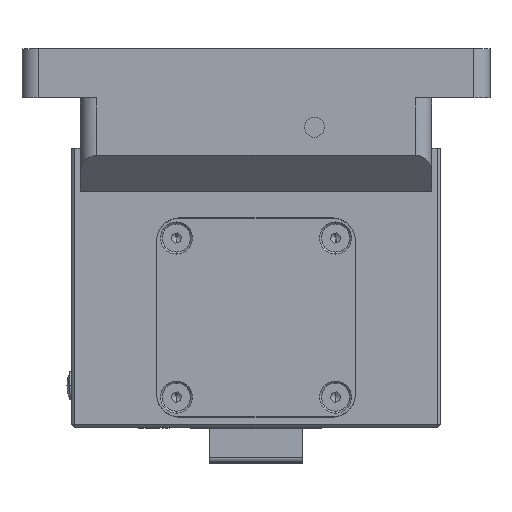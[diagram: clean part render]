
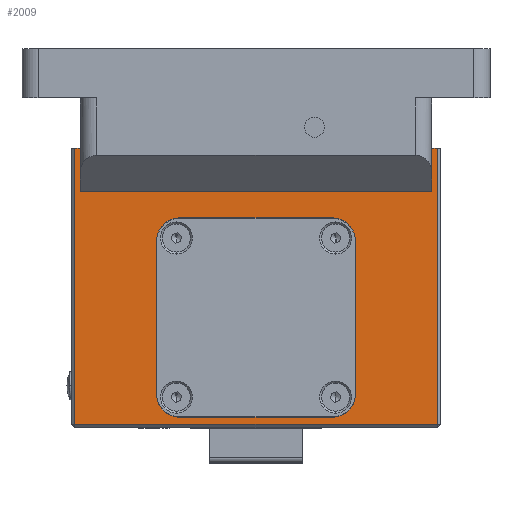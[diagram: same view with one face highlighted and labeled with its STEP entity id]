
A CAD part, front view. The second image highlights one B-rep face of the part: STEP entity #2009.
In plain terms, the highlighted planar face has unit normal (0, -1, 0).
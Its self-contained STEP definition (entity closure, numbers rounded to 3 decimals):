
#1600 = EDGE_CURVE ( 'NONE', #1601, #1602, #5974, .T. ) ;
#1601 = VERTEX_POINT ( 'NONE', #5970 ) ;
#1602 = VERTEX_POINT ( 'NONE', #5969 ) ;
#1643 = EDGE_CURVE ( 'NONE', #1644, #1645, #6026, .T. ) ;
#1644 = VERTEX_POINT ( 'NONE', #6022 ) ;
#1645 = VERTEX_POINT ( 'NONE', #6021 ) ;
#1690 = EDGE_CURVE ( 'NONE', #1645, #1601, #6129, .T. ) ;
#2009 = ADVANCED_FACE ( 'NONE', ( #6613, #6612 ), #6606, .F. ) ;
#2010 = EDGE_LOOP ( 'NONE', ( #2011, #2015, #2074, #2077, #2080, #2083, #2086, #2061 ) ) ;
#2011 = ORIENTED_EDGE ( 'NONE', *, *, #2012, .F. ) ;
#2012 = EDGE_CURVE ( 'NONE', #2013, #2014, #6655, .T. ) ;
#2013 = VERTEX_POINT ( 'NONE', #6651 ) ;
#2014 = VERTEX_POINT ( 'NONE', #6650 ) ;
#2015 = ORIENTED_EDGE ( 'NONE', *, *, #2016, .F. ) ;
#2016 = EDGE_CURVE ( 'NONE', #2073, #2013, #6649, .T. ) ;
#2026 = EDGE_CURVE ( 'NONE', #2027, #1644, #6694, .T. ) ;
#2027 = VERTEX_POINT ( 'NONE', #6690 ) ;
#2040 = VERTEX_POINT ( 'NONE', #6675 ) ;
#2042 = EDGE_CURVE ( 'NONE', #1602, #2040, #6674, .T. ) ;
#2049 = EDGE_CURVE ( 'NONE', #2040, #2066, #6663, .T. ) ;
#2060 = VERTEX_POINT ( 'NONE', #6708 ) ;
#2061 = ORIENTED_EDGE ( 'NONE', *, *, #2062, .F. ) ;
#2062 = EDGE_CURVE ( 'NONE', #2014, #2060, #6707, .T. ) ;
#2063 = EDGE_LOOP ( 'NONE', ( #2064, #2068, #2070, #2071, #2072, #2137, #2138, #2139 ) ) ;
#2064 = ORIENTED_EDGE ( 'NONE', *, *, #2065, .T. ) ;
#2065 = EDGE_CURVE ( 'NONE', #2066, #2067, #6702, .T. ) ;
#2066 = VERTEX_POINT ( 'NONE', #6698 ) ;
#2067 = VERTEX_POINT ( 'NONE', #6697 ) ;
#2068 = ORIENTED_EDGE ( 'NONE', *, *, #2069, .T. ) ;
#2069 = EDGE_CURVE ( 'NONE', #2067, #2027, #6696, .T. ) ;
#2070 = ORIENTED_EDGE ( 'NONE', *, *, #2026, .T. ) ;
#2071 = ORIENTED_EDGE ( 'NONE', *, *, #1643, .T. ) ;
#2072 = ORIENTED_EDGE ( 'NONE', *, *, #1690, .T. ) ;
#2073 = VERTEX_POINT ( 'NONE', #6755 ) ;
#2074 = ORIENTED_EDGE ( 'NONE', *, *, #2075, .F. ) ;
#2075 = EDGE_CURVE ( 'NONE', #2076, #2073, #6754, .T. ) ;
#2076 = VERTEX_POINT ( 'NONE', #6750 ) ;
#2077 = ORIENTED_EDGE ( 'NONE', *, *, #2078, .F. ) ;
#2078 = EDGE_CURVE ( 'NONE', #2079, #2076, #6749, .T. ) ;
#2079 = VERTEX_POINT ( 'NONE', #6744 ) ;
#2080 = ORIENTED_EDGE ( 'NONE', *, *, #2081, .F. ) ;
#2081 = EDGE_CURVE ( 'NONE', #2082, #2079, #6743, .T. ) ;
#2082 = VERTEX_POINT ( 'NONE', #6739 ) ;
#2083 = ORIENTED_EDGE ( 'NONE', *, *, #2084, .F. ) ;
#2084 = EDGE_CURVE ( 'NONE', #2085, #2082, #6738, .T. ) ;
#2085 = VERTEX_POINT ( 'NONE', #6733 ) ;
#2086 = ORIENTED_EDGE ( 'NONE', *, *, #2087, .F. ) ;
#2087 = EDGE_CURVE ( 'NONE', #2060, #2085, #6732, .T. ) ;
#2137 = ORIENTED_EDGE ( 'NONE', *, *, #1600, .T. ) ;
#2138 = ORIENTED_EDGE ( 'NONE', *, *, #2042, .T. ) ;
#2139 = ORIENTED_EDGE ( 'NONE', *, *, #2049, .T. ) ;
#5969 = CARTESIAN_POINT ( 'NONE',  ( -75., -20.5, -32. ) ) ;
#5970 = CARTESIAN_POINT ( 'NONE',  ( -75., -20.5, -32.5 ) ) ;
#5971 = DIRECTION ( 'NONE',  ( 0., 0., 1. ) ) ;
#5972 = VECTOR ( 'NONE', #5971, 1000. ) ;
#5973 = CARTESIAN_POINT ( 'NONE',  ( -75., -20.5, -50.5 ) ) ;
#5974 = LINE ( 'NONE', #5973, #5972 ) ;
#6021 = CARTESIAN_POINT ( 'NONE',  ( 75., -20.5, -32.5 ) ) ;
#6022 = CARTESIAN_POINT ( 'NONE',  ( 75., -20.5, -32. ) ) ;
#6023 = DIRECTION ( 'NONE',  ( 0., 0., -1. ) ) ;
#6024 = VECTOR ( 'NONE', #6023, 1000. ) ;
#6025 = CARTESIAN_POINT ( 'NONE',  ( 75., -20.5, -50.5 ) ) ;
#6026 = LINE ( 'NONE', #6025, #6024 ) ;
#6126 = DIRECTION ( 'NONE',  ( -1., 0., 0. ) ) ;
#6127 = VECTOR ( 'NONE', #6126, 1000. ) ;
#6128 = CARTESIAN_POINT ( 'NONE',  ( -150., -20.5, -32.5 ) ) ;
#6129 = LINE ( 'NONE', #6128, #6127 ) ;
#6606 = PLANE ( 'NONE',  #6659 ) ;
#6612 = FACE_OUTER_BOUND ( 'NONE', #2063, .T. ) ;
#6613 = FACE_BOUND ( 'NONE', #2010, .T. ) ;
#6645 = DIRECTION ( 'NONE',  ( -1., 0., 0. ) ) ;
#6646 = DIRECTION ( 'NONE',  ( 0., -1., 0. ) ) ;
#6647 = CARTESIAN_POINT ( 'NONE',  ( 32.6, -20.5, -136.944 ) ) ;
#6648 = AXIS2_PLACEMENT_3D ( 'NONE', #6647, #6646, #6645 ) ;
#6649 = CIRCLE ( 'NONE', #6648, 10. ) ;
#6650 = CARTESIAN_POINT ( 'NONE',  ( 42.6, -20.5, -71.744 ) ) ;
#6651 = CARTESIAN_POINT ( 'NONE',  ( 42.6, -20.5, -136.944 ) ) ;
#6652 = DIRECTION ( 'NONE',  ( 0., 0., 1. ) ) ;
#6653 = VECTOR ( 'NONE', #6652, 1000. ) ;
#6654 = CARTESIAN_POINT ( 'NONE',  ( 42.6, -20.5, -136.944 ) ) ;
#6655 = LINE ( 'NONE', #6654, #6653 ) ;
#6656 = DIRECTION ( 'NONE',  ( -1., 0., 0. ) ) ;
#6657 = DIRECTION ( 'NONE',  ( 0., 1., 0. ) ) ;
#6658 = CARTESIAN_POINT ( 'NONE',  ( 79., -20.5, -151.5 ) ) ;
#6659 = AXIS2_PLACEMENT_3D ( 'NONE', #6658, #6657, #6656 ) ;
#6660 = DIRECTION ( 'NONE',  ( 0., 0., -1. ) ) ;
#6661 = VECTOR ( 'NONE', #6660, 1000. ) ;
#6662 = CARTESIAN_POINT ( 'NONE',  ( -77.5, -20.5, -151.5 ) ) ;
#6663 = LINE ( 'NONE', #6662, #6661 ) ;
#6671 = DIRECTION ( 'NONE',  ( -1., 0., 0. ) ) ;
#6672 = VECTOR ( 'NONE', #6671, 1000. ) ;
#6673 = CARTESIAN_POINT ( 'NONE',  ( 79., -20.5, -32. ) ) ;
#6674 = LINE ( 'NONE', #6673, #6672 ) ;
#6675 = CARTESIAN_POINT ( 'NONE',  ( -77.5, -20.5, -32. ) ) ;
#6690 = CARTESIAN_POINT ( 'NONE',  ( 77.5, -20.5, -32. ) ) ;
#6691 = DIRECTION ( 'NONE',  ( -1., 0., 0. ) ) ;
#6692 = VECTOR ( 'NONE', #6691, 1000. ) ;
#6693 = CARTESIAN_POINT ( 'NONE',  ( 79., -20.5, -32. ) ) ;
#6694 = LINE ( 'NONE', #6693, #6692 ) ;
#6695 = CARTESIAN_POINT ( 'NONE',  ( 77.5, -20.5, -151.5 ) ) ;
#6696 = LINE ( 'NONE', #6695, #6757 ) ;
#6697 = CARTESIAN_POINT ( 'NONE',  ( 77.5, -20.5, -150. ) ) ;
#6698 = CARTESIAN_POINT ( 'NONE',  ( -77.5, -20.5, -150. ) ) ;
#6699 = DIRECTION ( 'NONE',  ( 1., 0., 0. ) ) ;
#6700 = VECTOR ( 'NONE', #6699, 1000. ) ;
#6701 = CARTESIAN_POINT ( 'NONE',  ( 79., -20.5, -150. ) ) ;
#6702 = LINE ( 'NONE', #6701, #6700 ) ;
#6703 = DIRECTION ( 'NONE',  ( -1., 0., 0. ) ) ;
#6704 = DIRECTION ( 'NONE',  ( 0., -1., 0. ) ) ;
#6705 = CARTESIAN_POINT ( 'NONE',  ( 32.6, -20.5, -71.744 ) ) ;
#6706 = AXIS2_PLACEMENT_3D ( 'NONE', #6705, #6704, #6703 ) ;
#6707 = CIRCLE ( 'NONE', #6706, 10. ) ;
#6708 = CARTESIAN_POINT ( 'NONE',  ( 32.6, -20.5, -61.744 ) ) ;
#6729 = DIRECTION ( 'NONE',  ( -1., 0., 0. ) ) ;
#6730 = VECTOR ( 'NONE', #6729, 1000. ) ;
#6731 = CARTESIAN_POINT ( 'NONE',  ( 32.6, -20.5, -61.744 ) ) ;
#6732 = LINE ( 'NONE', #6731, #6730 ) ;
#6733 = CARTESIAN_POINT ( 'NONE',  ( -32.6, -20.5, -61.744 ) ) ;
#6734 = DIRECTION ( 'NONE',  ( 1., 0., 0. ) ) ;
#6735 = DIRECTION ( 'NONE',  ( 0., -1., 0. ) ) ;
#6736 = CARTESIAN_POINT ( 'NONE',  ( -32.6, -20.5, -71.744 ) ) ;
#6737 = AXIS2_PLACEMENT_3D ( 'NONE', #6736, #6735, #6734 ) ;
#6738 = CIRCLE ( 'NONE', #6737, 10. ) ;
#6739 = CARTESIAN_POINT ( 'NONE',  ( -42.6, -20.5, -71.744 ) ) ;
#6740 = DIRECTION ( 'NONE',  ( 0., 0., -1. ) ) ;
#6741 = VECTOR ( 'NONE', #6740, 1000. ) ;
#6742 = CARTESIAN_POINT ( 'NONE',  ( -42.6, -20.5, -136.944 ) ) ;
#6743 = LINE ( 'NONE', #6742, #6741 ) ;
#6744 = CARTESIAN_POINT ( 'NONE',  ( -42.6, -20.5, -136.944 ) ) ;
#6745 = DIRECTION ( 'NONE',  ( 1., 0., 0. ) ) ;
#6746 = DIRECTION ( 'NONE',  ( 0., -1., 0. ) ) ;
#6747 = CARTESIAN_POINT ( 'NONE',  ( -32.6, -20.5, -136.944 ) ) ;
#6748 = AXIS2_PLACEMENT_3D ( 'NONE', #6747, #6746, #6745 ) ;
#6749 = CIRCLE ( 'NONE', #6748, 10. ) ;
#6750 = CARTESIAN_POINT ( 'NONE',  ( -32.6, -20.5, -146.944 ) ) ;
#6751 = DIRECTION ( 'NONE',  ( 1., 0., 0. ) ) ;
#6752 = VECTOR ( 'NONE', #6751, 1000. ) ;
#6753 = CARTESIAN_POINT ( 'NONE',  ( -32.6, -20.5, -146.944 ) ) ;
#6754 = LINE ( 'NONE', #6753, #6752 ) ;
#6755 = CARTESIAN_POINT ( 'NONE',  ( 32.6, -20.5, -146.944 ) ) ;
#6756 = DIRECTION ( 'NONE',  ( 0., 0., 1. ) ) ;
#6757 = VECTOR ( 'NONE', #6756, 1000. ) ;
